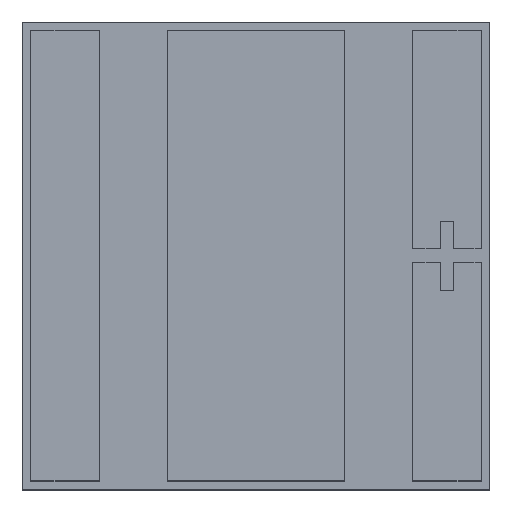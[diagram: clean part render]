
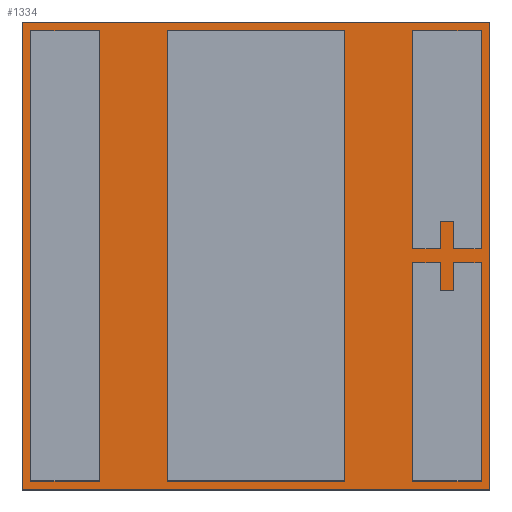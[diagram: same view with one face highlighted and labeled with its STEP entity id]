
A CAD part, top view. The second image highlights one B-rep face of the part: STEP entity #1334.
In plain terms, the highlighted planar face has unit normal (0, 0, 1).
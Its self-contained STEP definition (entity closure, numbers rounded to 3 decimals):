
#1042=DIRECTION('',(0.,1.,0.));
#1043=VECTOR('',#1042,3.43);
#1044=CARTESIAN_POINT('',(0.,0.,0.55));
#1045=LINE('',#1044,#1043);
#1096=DIRECTION('',(-1.,0.,0.));
#1097=VECTOR('',#1096,3.43);
#1098=CARTESIAN_POINT('',(3.43,0.,0.55));
#1099=LINE('',#1098,#1097);
#1116=DIRECTION('',(1.,0.,0.));
#1117=VECTOR('',#1116,3.43);
#1118=CARTESIAN_POINT('',(0.,3.43,0.55));
#1119=LINE('',#1118,#1117);
#1144=DIRECTION('',(0.,-1.,0.));
#1145=VECTOR('',#1144,3.43);
#1146=CARTESIAN_POINT('',(3.43,3.43,0.55));
#1147=LINE('',#1146,#1145);
#1183=CARTESIAN_POINT('',(0.,0.,0.55));
#1185=VERTEX_POINT('',#1183);
#1187=CARTESIAN_POINT('',(3.43,0.,0.55));
#1189=VERTEX_POINT('',#1187);
#1208=CARTESIAN_POINT('',(0.,3.43,0.55));
#1209=VERTEX_POINT('',#1208);
#1211=CARTESIAN_POINT('',(3.43,3.43,0.55));
#1213=VERTEX_POINT('',#1211);
#1321=CARTESIAN_POINT('',(0.,0.,0.55));
#1322=DIRECTION('',(0.,0.,-1.));
#1323=DIRECTION('',(-1.,0.,0.));
#1324=AXIS2_PLACEMENT_3D('',#1321,#1322,#1323);
#1325=PLANE('',#1324);
#1326=ORIENTED_EDGE('',*,*,#1239,.T.);
#1328=ORIENTED_EDGE('',*,*,#1327,.T.);
#1330=ORIENTED_EDGE('',*,*,#1329,.T.);
#1331=ORIENTED_EDGE('',*,*,#1314,.T.);
#1332=EDGE_LOOP('',(#1326,#1328,#1330,#1331));
#1333=FACE_OUTER_BOUND('',#1332,.F.);
#1334=ADVANCED_FACE('',(#1333),#1325,.F.);
#1239=EDGE_CURVE('',#1185,#1209,#1045,.T.);
#1314=EDGE_CURVE('',#1189,#1185,#1099,.T.);
#1327=EDGE_CURVE('',#1209,#1213,#1119,.T.);
#1329=EDGE_CURVE('',#1213,#1189,#1147,.T.);
